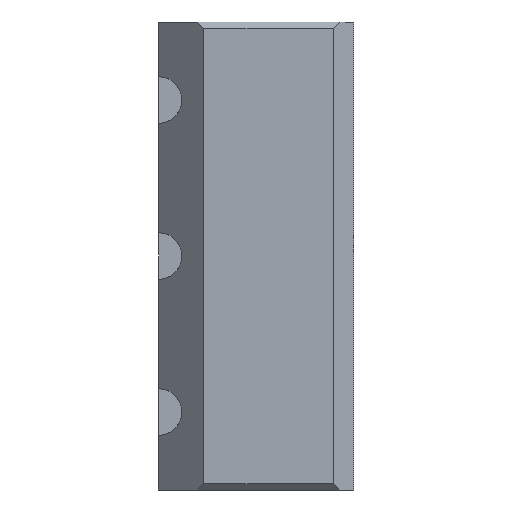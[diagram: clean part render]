
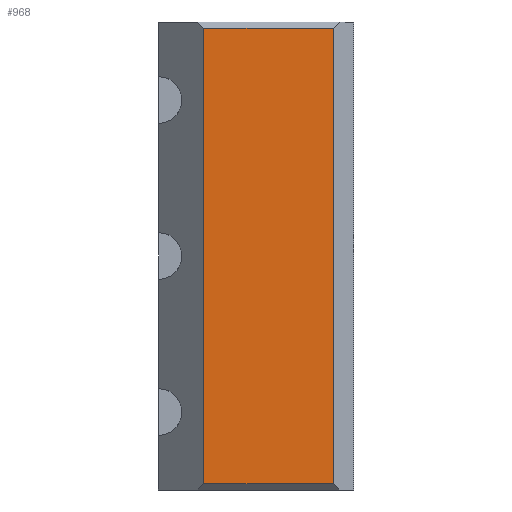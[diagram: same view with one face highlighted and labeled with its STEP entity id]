
A CAD part, front view. The second image highlights one B-rep face of the part: STEP entity #968.
In plain terms, the highlighted planar face has unit normal (0, -1, 0).
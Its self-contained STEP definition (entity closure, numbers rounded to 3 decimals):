
#62=PLANE('',#1074);
#105=FACE_OUTER_BOUND('',#174,.T.);
#174=EDGE_LOOP('',(#768,#769,#770,#771));
#261=LINE('',#1568,#344);
#266=LINE('',#1578,#349);
#268=LINE('',#1581,#351);
#269=LINE('',#1582,#352);
#344=VECTOR('',#1272,10.);
#349=VECTOR('',#1279,10.);
#351=VECTOR('',#1283,10.);
#352=VECTOR('',#1284,10.);
#475=VERTEX_POINT('',#1566);
#476=VERTEX_POINT('',#1567);
#479=VERTEX_POINT('',#1575);
#480=VERTEX_POINT('',#1577);
#583=EDGE_CURVE('',#475,#476,#261,.T.);
#588=EDGE_CURVE('',#479,#480,#266,.T.);
#590=EDGE_CURVE('',#480,#475,#268,.T.);
#591=EDGE_CURVE('',#476,#479,#269,.T.);
#768=ORIENTED_EDGE('',*,*,#590,.F.);
#769=ORIENTED_EDGE('',*,*,#588,.F.);
#770=ORIENTED_EDGE('',*,*,#591,.F.);
#771=ORIENTED_EDGE('',*,*,#583,.F.);
#968=ADVANCED_FACE('',(#105),#62,.T.);
#1074=AXIS2_PLACEMENT_3D('',#1580,#1281,#1282);
#1272=DIRECTION('',(-1.,0.,0.));
#1279=DIRECTION('',(1.,0.,0.));
#1281=DIRECTION('center_axis',(0.,-1.,0.));
#1282=DIRECTION('ref_axis',(0.,0.,-1.));
#1283=DIRECTION('',(0.,0.,-1.));
#1284=DIRECTION('',(0.,0.,1.));
#1566=CARTESIAN_POINT('',(13.19,-3.55,-29.2));
#1567=CARTESIAN_POINT('',(-3.45,-3.55,-29.2));
#1568=CARTESIAN_POINT('',(7.81,-3.55,-29.2));
#1575=CARTESIAN_POINT('',(-3.45,-3.55,29.2));
#1577=CARTESIAN_POINT('',(13.19,-3.55,29.2));
#1578=CARTESIAN_POINT('',(-2.94,-3.55,29.2));
#1580=CARTESIAN_POINT('Origin',(4.87,-3.55,0.));
#1581=CARTESIAN_POINT('',(13.19,-3.55,-15.));
#1582=CARTESIAN_POINT('',(-3.45,-3.55,15.));
